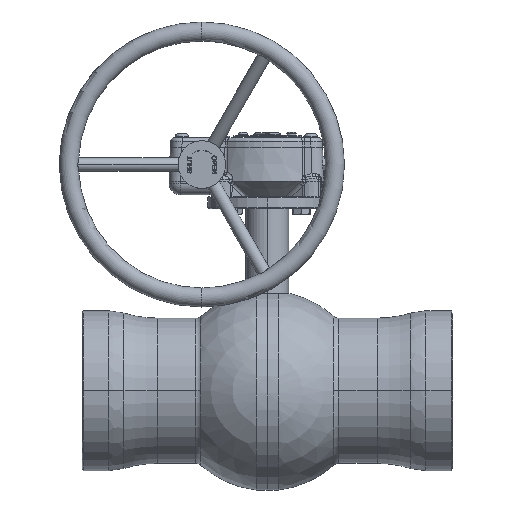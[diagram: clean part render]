
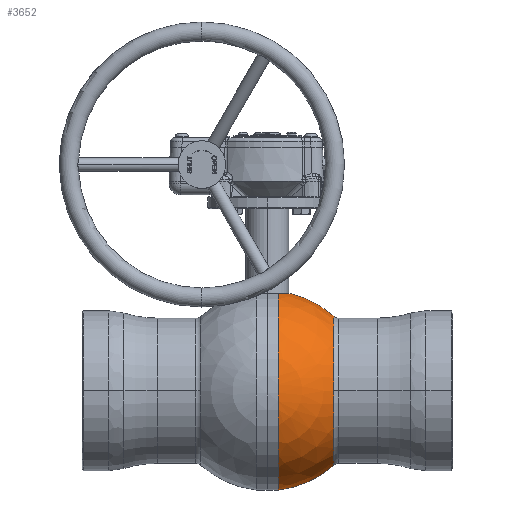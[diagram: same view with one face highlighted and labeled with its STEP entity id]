
A CAD part, top view. The second image highlights one B-rep face of the part: STEP entity #3652.
In plain terms, the highlighted spherical face has radius 105.1 mm.
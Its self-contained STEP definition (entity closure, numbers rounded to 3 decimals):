
#248 = EDGE_CURVE ( 'NONE', #10835, #2287, #4557, .T. ) ;
#1696 = CARTESIAN_POINT ( 'NONE',  ( 69.858, 149.665, 0. ) ) ;
#2287 = VERTEX_POINT ( 'NONE', #12820 ) ;
#3652 = ADVANCED_FACE ( 'NONE', ( #22711 ), #23249, .T. ) ;
#3824 = DIRECTION ( 'NONE',  ( 0., 0., -1. ) ) ;
#3908 = DIRECTION ( 'NONE',  ( 0., 0., -1. ) ) ;
#4213 = DIRECTION ( 'NONE',  ( 0., 0., 1. ) ) ;
#4557 = CIRCLE ( 'NONE', #10318, 78.523 ) ;
#4624 = AXIS2_PLACEMENT_3D ( 'NONE', #23074, #3908, #14563 ) ;
#4797 = CARTESIAN_POINT ( 'NONE',  ( 69.858, 71.142, 0. ) ) ;
#4813 = EDGE_CURVE ( 'NONE', #12541, #10835, #9821, .T. ) ;
#4915 = CARTESIAN_POINT ( 'NONE',  ( 11.76, 173.119, 22.551 ) ) ;
#6192 = EDGE_CURVE ( 'NONE', #35711, #29096, #23183, .T. ) ;
#6248 = EDGE_CURVE ( 'NONE', #2287, #26299, #6434, .T. ) ;
#6434 = CIRCLE ( 'NONE', #22586, 78.523 ) ;
#6794 = CIRCLE ( 'NONE', #11976, 25.433 ) ;
#7075 = DIRECTION ( 'NONE',  ( 0., 1., 0. ) ) ;
#7684 = CARTESIAN_POINT ( 'NONE',  ( 25.433, 173.119, 0. ) ) ;
#9256 = DIRECTION ( 'NONE',  ( 1., 0., 0. ) ) ;
#9376 = ORIENTED_EDGE ( 'NONE', *, *, #248, .F. ) ;
#9821 = CIRCLE ( 'NONE', #32931, 105.1 ) ;
#10318 = AXIS2_PLACEMENT_3D ( 'NONE', #14677, #9256, #4213 ) ;
#10391 = DIRECTION ( 'NONE',  ( 0., 0., 1. ) ) ;
#10704 = ORIENTED_EDGE ( 'NONE', *, *, #28902, .T. ) ;
#10835 = VERTEX_POINT ( 'NONE', #1696 ) ;
#11976 = AXIS2_PLACEMENT_3D ( 'NONE', #15114, #31922, #23620 ) ;
#12541 = VERTEX_POINT ( 'NONE', #7684 ) ;
#12820 = CARTESIAN_POINT ( 'NONE',  ( 69.858, 71.142, 78.523 ) ) ;
#13089 = CIRCLE ( 'NONE', #34459, 105.1 ) ;
#14526 = EDGE_CURVE ( 'NONE', #29096, #12541, #6794, .T. ) ;
#14563 = DIRECTION ( 'NONE',  ( 0., -1., 0. ) ) ;
#14677 = CARTESIAN_POINT ( 'NONE',  ( 69.858, 71.142, 0. ) ) ;
#15077 = EDGE_LOOP ( 'NONE', ( #28306, #22109, #35347, #10704, #18787, #9376 ) ) ;
#15114 = CARTESIAN_POINT ( 'NONE',  ( 0., 173.119, 0. ) ) ;
#16348 = DIRECTION ( 'NONE',  ( 0., -1., 0. ) ) ;
#16368 = CARTESIAN_POINT ( 'NONE',  ( 69.858, -7.381, 0. ) ) ;
#18787 = ORIENTED_EDGE ( 'NONE', *, *, #6248, .F. ) ;
#19071 = DIRECTION ( 'NONE',  ( 1., 0., 0. ) ) ;
#20137 = CARTESIAN_POINT ( 'NONE',  ( 0., 71.142, 0. ) ) ;
#22109 = ORIENTED_EDGE ( 'NONE', *, *, #14526, .F. ) ;
#22586 = AXIS2_PLACEMENT_3D ( 'NONE', #4797, #19071, #10391 ) ;
#22711 = FACE_OUTER_BOUND ( 'NONE', #15077, .T. ) ;
#22845 = DIRECTION ( 'NONE',  ( 0., 0., 1. ) ) ;
#23074 = CARTESIAN_POINT ( 'NONE',  ( 0., 71.142, 0. ) ) ;
#23183 = CIRCLE ( 'NONE', #27200, 104.44 ) ;
#23249 = SPHERICAL_SURFACE ( 'NONE', #4624, 105.1 ) ;
#23384 = DIRECTION ( 'NONE',  ( 1., 0., 0. ) ) ;
#23620 = DIRECTION ( 'NONE',  ( 0., 0., -1. ) ) ;
#25710 = CARTESIAN_POINT ( 'NONE',  ( 0., 71.142, 0. ) ) ;
#26299 = VERTEX_POINT ( 'NONE', #16368 ) ;
#27032 = DIRECTION ( 'NONE',  ( -1., 0., 0. ) ) ;
#27200 = AXIS2_PLACEMENT_3D ( 'NONE', #35333, #27032, #16348 ) ;
#28306 = ORIENTED_EDGE ( 'NONE', *, *, #4813, .F. ) ;
#28902 = EDGE_CURVE ( 'NONE', #35711, #26299, #13089, .T. ) ;
#29096 = VERTEX_POINT ( 'NONE', #4915 ) ;
#30106 = CARTESIAN_POINT ( 'NONE',  ( 11.76, -33.298, 0. ) ) ;
#31922 = DIRECTION ( 'NONE',  ( 0., 1., 0. ) ) ;
#32931 = AXIS2_PLACEMENT_3D ( 'NONE', #25710, #3824, #7075 ) ;
#34459 = AXIS2_PLACEMENT_3D ( 'NONE', #20137, #22845, #23384 ) ;
#35333 = CARTESIAN_POINT ( 'NONE',  ( 11.76, 71.142, 0. ) ) ;
#35347 = ORIENTED_EDGE ( 'NONE', *, *, #6192, .F. ) ;
#35711 = VERTEX_POINT ( 'NONE', #30106 ) ;
